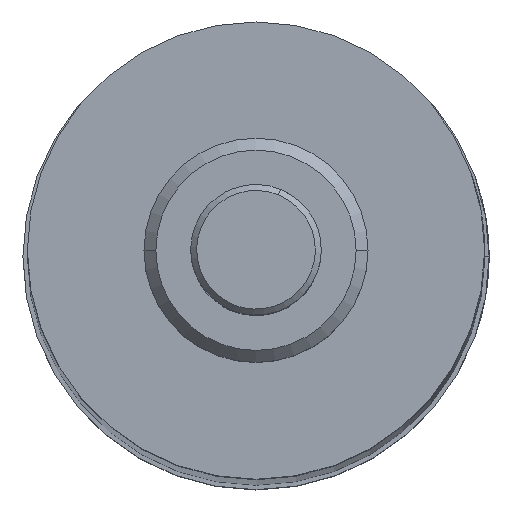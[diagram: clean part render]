
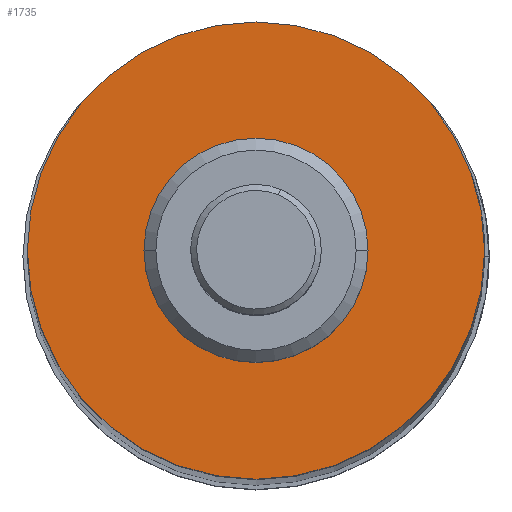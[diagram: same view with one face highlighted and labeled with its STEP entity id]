
A CAD part, top view. The second image highlights one B-rep face of the part: STEP entity #1735.
In plain terms, the highlighted planar face has unit normal (0, 0, 1).
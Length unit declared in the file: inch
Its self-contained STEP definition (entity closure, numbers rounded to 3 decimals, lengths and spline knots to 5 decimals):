
#63 = CARTESIAN_POINT ( 'NONE',  ( 0., 0., -0.88 ) ) ;
#134 = DIRECTION ( 'NONE',  ( 0., 0., 1. ) ) ;
#154 = ORIENTED_EDGE ( 'NONE', *, *, #2034, .T. ) ;
#238 = CIRCLE ( 'NONE', #1530, 0.765 ) ;
#245 = EDGE_CURVE ( 'NONE', #472, #1884, #1593, .T. ) ;
#280 = DIRECTION ( 'NONE',  ( 1., 0., 0. ) ) ;
#403 = FACE_OUTER_BOUND ( 'NONE', #1686, .T. ) ;
#450 = CARTESIAN_POINT ( 'NONE',  ( -0.765, 0., -0.88 ) ) ;
#472 = VERTEX_POINT ( 'NONE', #1031 ) ;
#538 = PLANE ( 'NONE',  #597 ) ;
#597 = AXIS2_PLACEMENT_3D ( 'NONE', #2593, #2392, #1977 ) ;
#766 = CIRCLE ( 'NONE', #1028, 0.373 ) ;
#831 = AXIS2_PLACEMENT_3D ( 'NONE', #887, #2320, #1094 ) ;
#887 = CARTESIAN_POINT ( 'NONE',  ( 0., 0., -0.88 ) ) ;
#1028 = AXIS2_PLACEMENT_3D ( 'NONE', #1386, #134, #1606 ) ;
#1031 = CARTESIAN_POINT ( 'NONE',  ( -0.373, 0., -0.88 ) ) ;
#1094 = DIRECTION ( 'NONE',  ( 1., 0., 0. ) ) ;
#1170 = DIRECTION ( 'NONE',  ( 0., 0., 1. ) ) ;
#1318 = CARTESIAN_POINT ( 'NONE',  ( 0.765, 0., -0.88 ) ) ;
#1386 = CARTESIAN_POINT ( 'NONE',  ( 0., 0., -0.88 ) ) ;
#1418 = CARTESIAN_POINT ( 'NONE',  ( 0.373, 0., -0.88 ) ) ;
#1492 = EDGE_LOOP ( 'NONE', ( #1774, #1779 ) ) ;
#1530 = AXIS2_PLACEMENT_3D ( 'NONE', #63, #1536, #280 ) ;
#1536 = DIRECTION ( 'NONE',  ( 0., 0., 1. ) ) ;
#1593 = CIRCLE ( 'NONE', #2081, 0.373 ) ;
#1606 = DIRECTION ( 'NONE',  ( 1., 0., 0. ) ) ;
#1686 = EDGE_LOOP ( 'NONE', ( #1708, #154 ) ) ;
#1708 = ORIENTED_EDGE ( 'NONE', *, *, #2108, .T. ) ;
#1735 = ADVANCED_FACE ( 'NONE', ( #2478, #403 ), #538, .F. ) ;
#1757 = EDGE_CURVE ( 'NONE', #1884, #472, #766, .T. ) ;
#1774 = ORIENTED_EDGE ( 'NONE', *, *, #1757, .F. ) ;
#1779 = ORIENTED_EDGE ( 'NONE', *, *, #245, .F. ) ;
#1884 = VERTEX_POINT ( 'NONE', #1418 ) ;
#1977 = DIRECTION ( 'NONE',  ( -1., 0., 0. ) ) ;
#2034 = EDGE_CURVE ( 'NONE', #2490, #2123, #2564, .T. ) ;
#2081 = AXIS2_PLACEMENT_3D ( 'NONE', #2395, #1170, #2598 ) ;
#2108 = EDGE_CURVE ( 'NONE', #2123, #2490, #238, .T. ) ;
#2123 = VERTEX_POINT ( 'NONE', #1318 ) ;
#2320 = DIRECTION ( 'NONE',  ( 0., 0., 1. ) ) ;
#2392 = DIRECTION ( 'NONE',  ( 0., 0., -1. ) ) ;
#2395 = CARTESIAN_POINT ( 'NONE',  ( 0., 0., -0.88 ) ) ;
#2478 = FACE_BOUND ( 'NONE', #1492, .T. ) ;
#2490 = VERTEX_POINT ( 'NONE', #450 ) ;
#2564 = CIRCLE ( 'NONE', #831, 0.765 ) ;
#2593 = CARTESIAN_POINT ( 'NONE',  ( 0., 0.373, -0.88 ) ) ;
#2598 = DIRECTION ( 'NONE',  ( 1., 0., 0. ) ) ;
